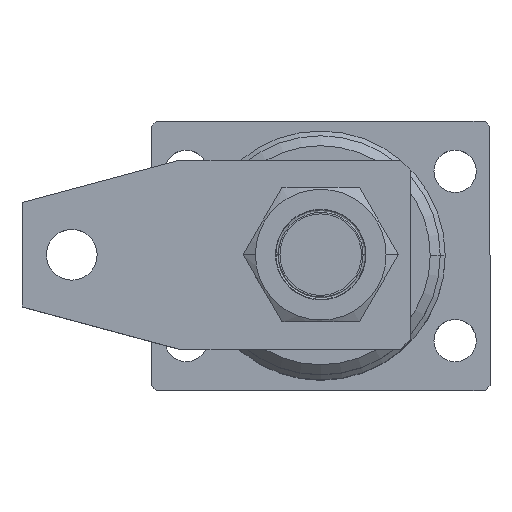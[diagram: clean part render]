
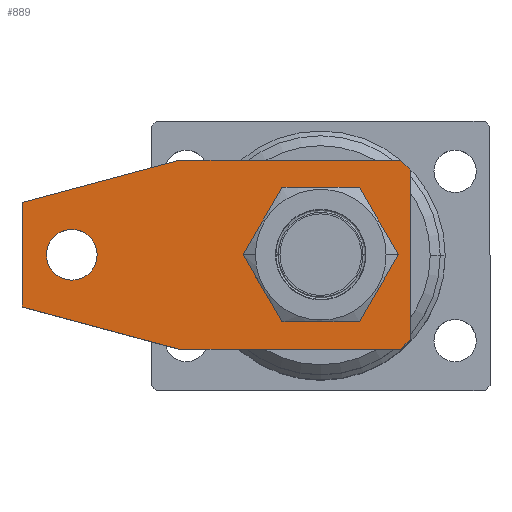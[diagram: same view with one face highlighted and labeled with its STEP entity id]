
A CAD part, top view. The second image highlights one B-rep face of the part: STEP entity #889.
In plain terms, the highlighted face is planar.
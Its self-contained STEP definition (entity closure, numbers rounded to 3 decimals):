
#264 = CIRCLE ( 'NONE', #4633, 5.1 ) ;
#267 = CIRCLE ( 'NONE', #4636, 9.5 ) ;
#314 = FACE_BOUND ( 'NONE', #2480, .T. ) ;
#332 = VECTOR ( 'NONE', #4445, 1000. ) ;
#333 = CIRCLE ( 'NONE', #4659, 5.1 ) ;
#334 = LINE ( 'NONE', #4446, #332 ) ;
#337 = VECTOR ( 'NONE', #4448, 1000. ) ;
#340 = LINE ( 'NONE', #4465, #337 ) ;
#349 = LINE ( 'NONE', #4321, #351 ) ;
#351 = VECTOR ( 'NONE', #4317, 1000. ) ;
#386 = VECTOR ( 'NONE', #1030, 1000. ) ;
#388 = LINE ( 'NONE', #1029, #386 ) ;
#423 = VECTOR ( 'NONE', #1266, 1000. ) ;
#427 = LINE ( 'NONE', #1277, #423 ) ;
#431 = CIRCLE ( 'NONE', #4672, 9.5 ) ;
#434 = VECTOR ( 'NONE', #1255, 1000. ) ;
#440 = LINE ( 'NONE', #1259, #434 ) ;
#464 = VECTOR ( 'NONE', #5239, 1000. ) ;
#467 = LINE ( 'NONE', #5240, #464 ) ;
#486 = VECTOR ( 'NONE', #5283, 1000. ) ;
#487 = LINE ( 'NONE', #5282, #486 ) ;
#631 = FACE_BOUND ( 'NONE', #2469, .T. ) ;
#636 = FACE_OUTER_BOUND ( 'NONE', #2471, .T. ) ;
#889 = ADVANCED_FACE ( 'NONE', ( #631, #314, #636 ), #1109, .F. ) ;
#1029 = CARTESIAN_POINT ( 'NONE',  ( 0., 19., -17. ) ) ;
#1030 = DIRECTION ( 'NONE',  ( -0.707, 0., -0.707 ) ) ;
#1107 = DIRECTION ( 'NONE',  ( 1., 0., 0. ) ) ;
#1109 = PLANE ( 'NONE',  #1693 ) ;
#1111 = CARTESIAN_POINT ( 'NONE',  ( 0., 19., 19. ) ) ;
#1117 = DIRECTION ( 'NONE',  ( 0., -1., 0. ) ) ;
#1255 = DIRECTION ( 'NONE',  ( 0., 0., -1. ) ) ;
#1259 = CARTESIAN_POINT ( 'NONE',  ( 0., 19., 19. ) ) ;
#1266 = DIRECTION ( 'NONE',  ( -0.966, 0., -0.259 ) ) ;
#1274 = CARTESIAN_POINT ( 'NONE',  ( -18., 19., 0. ) ) ;
#1275 = DIRECTION ( 'NONE',  ( 0., -1., 0. ) ) ;
#1276 = DIRECTION ( 'NONE',  ( 1., 0., 0. ) ) ;
#1277 = CARTESIAN_POINT ( 'NONE',  ( -46.278, 19., 19. ) ) ;
#1318 = ORIENTED_EDGE ( 'NONE', *, *, #1616, .F. ) ;
#1319 = ORIENTED_EDGE ( 'NONE', *, *, #1542, .F. ) ;
#1321 = ORIENTED_EDGE ( 'NONE', *, *, #1515, .F. ) ;
#1330 = ORIENTED_EDGE ( 'NONE', *, *, #1637, .F. ) ;
#1331 = ORIENTED_EDGE ( 'NONE', *, *, #1561, .T. ) ;
#1334 = ORIENTED_EDGE ( 'NONE', *, *, #1535, .T. ) ;
#1338 = ORIENTED_EDGE ( 'NONE', *, *, #1540, .T. ) ;
#1345 = ORIENTED_EDGE ( 'NONE', *, *, #1505, .T. ) ;
#1346 = ORIENTED_EDGE ( 'NONE', *, *, #1633, .T. ) ;
#1348 = ORIENTED_EDGE ( 'NONE', *, *, #1760, .F. ) ;
#1349 = ORIENTED_EDGE ( 'NONE', *, *, #1639, .F. ) ;
#1394 = ORIENTED_EDGE ( 'NONE', *, *, #1754, .T. ) ;
#1505 = EDGE_CURVE ( 'NONE', #4913, #4882, #487, .T. ) ;
#1515 = EDGE_CURVE ( 'NONE', #2068, #4892, #467, .T. ) ;
#1535 = EDGE_CURVE ( 'NONE', #4882, #4933, #440, .T. ) ;
#1540 = EDGE_CURVE ( 'NONE', #4887, #2063, #431, .T. ) ;
#1542 = EDGE_CURVE ( 'NONE', #4834, #2068, #427, .T. ) ;
#1561 = EDGE_CURVE ( 'NONE', #4933, #4894, #388, .T. ) ;
#1616 = EDGE_CURVE ( 'NONE', #4892, #4907, #349, .T. ) ;
#1633 = EDGE_CURVE ( 'NONE', #4894, #4907, #340, .T. ) ;
#1637 = EDGE_CURVE ( 'NONE', #4913, #4834, #334, .T. ) ;
#1639 = EDGE_CURVE ( 'NONE', #4918, #4888, #333, .T. ) ;
#1693 = AXIS2_PLACEMENT_3D ( 'NONE', #1111, #1117, #1107 ) ;
#1754 = EDGE_CURVE ( 'NONE', #2063, #4887, #267, .T. ) ;
#1760 = EDGE_CURVE ( 'NONE', #4888, #4918, #264, .T. ) ;
#2063 = VERTEX_POINT ( 'NONE', #2625 ) ;
#2068 = VERTEX_POINT ( 'NONE', #2623 ) ;
#2392 = CARTESIAN_POINT ( 'NONE',  ( 0., 19., -17. ) ) ;
#2424 = CARTESIAN_POINT ( 'NONE',  ( -68., 19., 5.1 ) ) ;
#2433 = CARTESIAN_POINT ( 'NONE',  ( -2., 19., 19. ) ) ;
#2444 = CARTESIAN_POINT ( 'NONE',  ( -46.278, 19., -19. ) ) ;
#2469 = EDGE_LOOP ( 'NONE', ( #1338, #1394 ) ) ;
#2468 = CARTESIAN_POINT ( 'NONE',  ( -2., 19., -19. ) ) ;
#2471 = EDGE_LOOP ( 'NONE', ( #1330, #1345, #1334, #1331, #1346, #1318, #1321, #1319 ) ) ;
#2472 = CARTESIAN_POINT ( 'NONE',  ( -78., 19., -10.5 ) ) ;
#2480 = EDGE_LOOP ( 'NONE', ( #1349, #1348 ) ) ;
#2481 = CARTESIAN_POINT ( 'NONE',  ( -68., 19., -5.1 ) ) ;
#2484 = CARTESIAN_POINT ( 'NONE',  ( -18., 19., -9.5 ) ) ;
#2493 = CARTESIAN_POINT ( 'NONE',  ( 0., 19., 17. ) ) ;
#2584 = CARTESIAN_POINT ( 'NONE',  ( -46.278, 19., 19. ) ) ;
#2623 = CARTESIAN_POINT ( 'NONE',  ( -78., 19., 10.5 ) ) ;
#2625 = CARTESIAN_POINT ( 'NONE',  ( -18., 19., 9.5 ) ) ;
#2661 = DIRECTION ( 'NONE',  ( 0., 0., 1. ) ) ;
#2662 = DIRECTION ( 'NONE',  ( 0., 1., 0. ) ) ;
#2663 = CARTESIAN_POINT ( 'NONE',  ( -68., 19., 0. ) ) ;
#2676 = DIRECTION ( 'NONE',  ( 1., 0., 0. ) ) ;
#2677 = DIRECTION ( 'NONE',  ( 0., -1., 0. ) ) ;
#2678 = CARTESIAN_POINT ( 'NONE',  ( -18., 19., 0. ) ) ;
#4317 = DIRECTION ( 'NONE',  ( 0.966, 0., -0.259 ) ) ;
#4321 = CARTESIAN_POINT ( 'NONE',  ( -78., 19., -10.5 ) ) ;
#4413 = DIRECTION ( 'NONE',  ( 0., 0., 1. ) ) ;
#4414 = DIRECTION ( 'NONE',  ( 0., 1., 0. ) ) ;
#4415 = CARTESIAN_POINT ( 'NONE',  ( -68., 19., 0. ) ) ;
#4445 = DIRECTION ( 'NONE',  ( -1., 0., 0. ) ) ;
#4446 = CARTESIAN_POINT ( 'NONE',  ( 0., 19., 19. ) ) ;
#4448 = DIRECTION ( 'NONE',  ( -1., 0., 0. ) ) ;
#4465 = CARTESIAN_POINT ( 'NONE',  ( 0., 19., -19. ) ) ;
#4633 = AXIS2_PLACEMENT_3D ( 'NONE', #2663, #2662, #2661 ) ;
#4636 = AXIS2_PLACEMENT_3D ( 'NONE', #2678, #2677, #2676 ) ;
#4659 = AXIS2_PLACEMENT_3D ( 'NONE', #4415, #4414, #4413 ) ;
#4672 = AXIS2_PLACEMENT_3D ( 'NONE', #1274, #1275, #1276 ) ;
#4834 = VERTEX_POINT ( 'NONE', #2584 ) ;
#4882 = VERTEX_POINT ( 'NONE', #2493 ) ;
#4887 = VERTEX_POINT ( 'NONE', #2484 ) ;
#4888 = VERTEX_POINT ( 'NONE', #2481 ) ;
#4892 = VERTEX_POINT ( 'NONE', #2472 ) ;
#4894 = VERTEX_POINT ( 'NONE', #2468 ) ;
#4907 = VERTEX_POINT ( 'NONE', #2444 ) ;
#4913 = VERTEX_POINT ( 'NONE', #2433 ) ;
#4918 = VERTEX_POINT ( 'NONE', #2424 ) ;
#4933 = VERTEX_POINT ( 'NONE', #2392 ) ;
#5239 = DIRECTION ( 'NONE',  ( 0., 0., -1. ) ) ;
#5240 = CARTESIAN_POINT ( 'NONE',  ( -78., 19., 19. ) ) ;
#5282 = CARTESIAN_POINT ( 'NONE',  ( -2., 19., 19. ) ) ;
#5283 = DIRECTION ( 'NONE',  ( 0.707, 0., -0.707 ) ) ;
